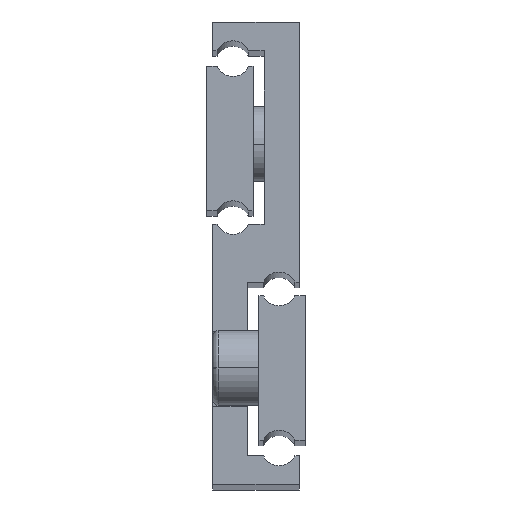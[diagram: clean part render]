
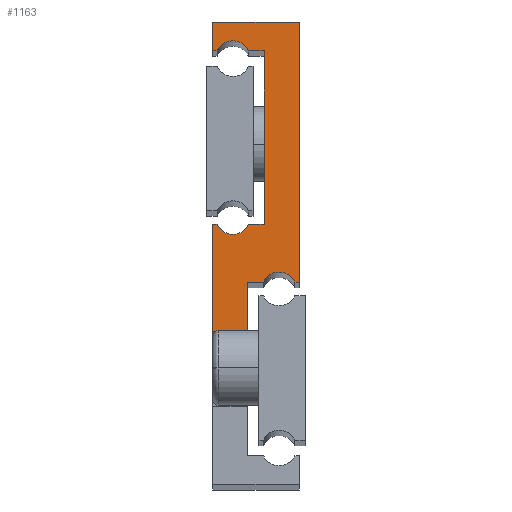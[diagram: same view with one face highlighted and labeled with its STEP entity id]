
A CAD part, top view. The second image highlights one B-rep face of the part: STEP entity #1163.
In plain terms, the highlighted planar face has unit normal (0, 0, 1).
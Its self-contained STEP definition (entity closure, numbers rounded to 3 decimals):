
#64 = ORIENTED_EDGE ( 'NONE', *, *, #1069, .T. ) ;
#74 = CARTESIAN_POINT ( 'NONE',  ( 8.9, 75., 275. ) ) ;
#87 = CARTESIAN_POINT ( 'NONE',  ( 3.5, 73.75, 275. ) ) ;
#101 = EDGE_CURVE ( 'NONE', #1058, #846, #1826, .T. ) ;
#139 = EDGE_LOOP ( 'NONE', ( #195, #708, #759, #252, #979, #1414, #310, #1914, #64, #2154, #381, #174, #683, #2106, #916, #779 ) ) ;
#146 = CIRCLE ( 'NONE', #1611, 3. ) ;
#166 = LINE ( 'NONE', #1119, #1226 ) ;
#174 = ORIENTED_EDGE ( 'NONE', *, *, #1599, .T. ) ;
#195 = ORIENTED_EDGE ( 'NONE', *, *, #1441, .T. ) ;
#209 = VERTEX_POINT ( 'NONE', #396 ) ;
#221 = VECTOR ( 'NONE', #1928, 1000. ) ;
#252 = ORIENTED_EDGE ( 'NONE', *, *, #2147, .T. ) ;
#253 = CARTESIAN_POINT ( 'NONE',  ( 15., 35., 275. ) ) ;
#255 = CARTESIAN_POINT ( 'NONE',  ( 6.227, 45., 275. ) ) ;
#281 = VERTEX_POINT ( 'NONE', #1071 ) ;
#310 = ORIENTED_EDGE ( 'NONE', *, *, #720, .T. ) ;
#347 = VERTEX_POINT ( 'NONE', #2125 ) ;
#359 = CARTESIAN_POINT ( 'NONE',  ( 3.5, 46.25, 275. ) ) ;
#368 = DIRECTION ( 'NONE',  ( 0., -1., 0. ) ) ;
#381 = ORIENTED_EDGE ( 'NONE', *, *, #888, .T. ) ;
#383 = EDGE_CURVE ( 'NONE', #1846, #1257, #407, .T. ) ;
#385 = CARTESIAN_POINT ( 'NONE',  ( 8.9, 75., 275. ) ) ;
#396 = CARTESIAN_POINT ( 'NONE',  ( 0., 26.5, 275. ) ) ;
#404 = VERTEX_POINT ( 'NONE', #253 ) ;
#405 = DIRECTION ( 'NONE',  ( 0., 1., 0. ) ) ;
#407 = LINE ( 'NONE', #1106, #1871 ) ;
#408 = EDGE_CURVE ( 'NONE', #1067, #347, #2158, .T. ) ;
#412 = DIRECTION ( 'NONE',  ( 0., 0., -1. ) ) ;
#427 = VECTOR ( 'NONE', #1191, 1000. ) ;
#430 = VERTEX_POINT ( 'NONE', #1632 ) ;
#444 = CARTESIAN_POINT ( 'NONE',  ( 6., 5., 275. ) ) ;
#456 = DIRECTION ( 'NONE',  ( -1., 0., 0. ) ) ;
#484 = DIRECTION ( 'NONE',  ( 0., 0., -1. ) ) ;
#521 = CARTESIAN_POINT ( 'NONE',  ( 15., 80., 275. ) ) ;
#533 = DIRECTION ( 'NONE',  ( 0., 0., -1. ) ) ;
#543 = VECTOR ( 'NONE', #724, 1000. ) ;
#544 = CARTESIAN_POINT ( 'NONE',  ( 6.227, 45., 275. ) ) ;
#558 = CARTESIAN_POINT ( 'NONE',  ( 8.773, 35., 275. ) ) ;
#560 = LINE ( 'NONE', #385, #427 ) ;
#561 = AXIS2_PLACEMENT_3D ( 'NONE', #359, #533, #1207 ) ;
#570 = CARTESIAN_POINT ( 'NONE',  ( 15., 80., 275. ) ) ;
#574 = CARTESIAN_POINT ( 'NONE',  ( 15., 80., 275. ) ) ;
#580 = VERTEX_POINT ( 'NONE', #1151 ) ;
#683 = ORIENTED_EDGE ( 'NONE', *, *, #705, .T. ) ;
#705 = EDGE_CURVE ( 'NONE', #1271, #430, #560, .T. ) ;
#708 = ORIENTED_EDGE ( 'NONE', *, *, #1153, .T. ) ;
#713 = CARTESIAN_POINT ( 'NONE',  ( 6., 26.5, 275. ) ) ;
#720 = EDGE_CURVE ( 'NONE', #404, #1706, #1983, .T. ) ;
#724 = DIRECTION ( 'NONE',  ( 1., 0., 0. ) ) ;
#731 = EDGE_CURVE ( 'NONE', #846, #404, #1639, .T. ) ;
#759 = ORIENTED_EDGE ( 'NONE', *, *, #408, .T. ) ;
#779 = ORIENTED_EDGE ( 'NONE', *, *, #383, .T. ) ;
#802 = DIRECTION ( 'NONE',  ( 0., 0., -1. ) ) ;
#846 = VERTEX_POINT ( 'NONE', #1802 ) ;
#873 = LINE ( 'NONE', #1880, #221 ) ;
#888 = EDGE_CURVE ( 'NONE', #962, #281, #146, .T. ) ;
#893 = VECTOR ( 'NONE', #405, 1000. ) ;
#916 = ORIENTED_EDGE ( 'NONE', *, *, #1643, .T. ) ;
#940 = DIRECTION ( 'NONE',  ( 0., 1., 0. ) ) ;
#942 = VECTOR ( 'NONE', #1954, 1000. ) ;
#962 = VERTEX_POINT ( 'NONE', #2003 ) ;
#979 = ORIENTED_EDGE ( 'NONE', *, *, #101, .T. ) ;
#985 = CARTESIAN_POINT ( 'NONE',  ( 0.773, 45., 275. ) ) ;
#1021 = LINE ( 'NONE', #1536, #1486 ) ;
#1053 = EDGE_CURVE ( 'NONE', #2051, #962, #1503, .T. ) ;
#1058 = VERTEX_POINT ( 'NONE', #558 ) ;
#1067 = VERTEX_POINT ( 'NONE', #713 ) ;
#1069 = EDGE_CURVE ( 'NONE', #580, #2051, #873, .T. ) ;
#1071 = CARTESIAN_POINT ( 'NONE',  ( 6.227, 75., 275. ) ) ;
#1078 = VECTOR ( 'NONE', #1915, 1000. ) ;
#1081 = VERTEX_POINT ( 'NONE', #544 ) ;
#1106 = CARTESIAN_POINT ( 'NONE',  ( 0., 45., 275. ) ) ;
#1107 = CARTESIAN_POINT ( 'NONE',  ( 0., 75., 275. ) ) ;
#1108 = LINE ( 'NONE', #255, #1724 ) ;
#1113 = EDGE_CURVE ( 'NONE', #1706, #580, #2217, .T. ) ;
#1119 = CARTESIAN_POINT ( 'NONE',  ( 8.773, 35., 275. ) ) ;
#1144 = AXIS2_PLACEMENT_3D ( 'NONE', #1500, #484, #2191 ) ;
#1151 = CARTESIAN_POINT ( 'NONE',  ( 0., 80., 275. ) ) ;
#1153 = EDGE_CURVE ( 'NONE', #209, #1067, #1021, .T. ) ;
#1163 = ADVANCED_FACE ( 'NONE', ( #1200 ), #2071, .F. ) ;
#1191 = DIRECTION ( 'NONE',  ( 0., -1., 0. ) ) ;
#1200 = FACE_OUTER_BOUND ( 'NONE', #139, .T. ) ;
#1205 = LINE ( 'NONE', #1367, #1696 ) ;
#1207 = DIRECTION ( 'NONE',  ( -1., 0., 0. ) ) ;
#1226 = VECTOR ( 'NONE', #1518, 1000. ) ;
#1257 = VERTEX_POINT ( 'NONE', #1810 ) ;
#1271 = VERTEX_POINT ( 'NONE', #74 ) ;
#1295 = VECTOR ( 'NONE', #940, 1000. ) ;
#1349 = DIRECTION ( 'NONE',  ( 1., 0., 0. ) ) ;
#1359 = CARTESIAN_POINT ( 'NONE',  ( 0., 75., 275. ) ) ;
#1367 = CARTESIAN_POINT ( 'NONE',  ( 0., 0., 275. ) ) ;
#1414 = ORIENTED_EDGE ( 'NONE', *, *, #731, .T. ) ;
#1441 = EDGE_CURVE ( 'NONE', #1257, #209, #1205, .T. ) ;
#1452 = DIRECTION ( 'NONE',  ( 1., 0., 0. ) ) ;
#1458 = CARTESIAN_POINT ( 'NONE',  ( 6.227, 75., 275. ) ) ;
#1486 = VECTOR ( 'NONE', #2058, 1000. ) ;
#1500 = CARTESIAN_POINT ( 'NONE',  ( 11.5, 33.75, 275. ) ) ;
#1503 = LINE ( 'NONE', #1359, #543 ) ;
#1518 = DIRECTION ( 'NONE',  ( 1., 0., 0. ) ) ;
#1536 = CARTESIAN_POINT ( 'NONE',  ( 0., 26.5, 275. ) ) ;
#1588 = DIRECTION ( 'NONE',  ( -1., 0., 0. ) ) ;
#1598 = CARTESIAN_POINT ( 'NONE',  ( 3.5, 46.25, 275. ) ) ;
#1599 = EDGE_CURVE ( 'NONE', #281, #1271, #1763, .T. ) ;
#1611 = AXIS2_PLACEMENT_3D ( 'NONE', #87, #802, #1349 ) ;
#1632 = CARTESIAN_POINT ( 'NONE',  ( 8.9, 45., 275. ) ) ;
#1639 = LINE ( 'NONE', #1781, #1795 ) ;
#1643 = EDGE_CURVE ( 'NONE', #1081, #1846, #1686, .T. ) ;
#1671 = EDGE_CURVE ( 'NONE', #430, #1081, #1108, .T. ) ;
#1686 = CIRCLE ( 'NONE', #1839, 3. ) ;
#1696 = VECTOR ( 'NONE', #368, 1000. ) ;
#1706 = VERTEX_POINT ( 'NONE', #574 ) ;
#1724 = VECTOR ( 'NONE', #1588, 1000. ) ;
#1763 = LINE ( 'NONE', #1458, #942 ) ;
#1781 = CARTESIAN_POINT ( 'NONE',  ( 15., 35., 275. ) ) ;
#1795 = VECTOR ( 'NONE', #1452, 1000. ) ;
#1797 = DIRECTION ( 'NONE',  ( -1., 0., 0. ) ) ;
#1802 = CARTESIAN_POINT ( 'NONE',  ( 14.227, 35., 275. ) ) ;
#1810 = CARTESIAN_POINT ( 'NONE',  ( 0., 45., 275. ) ) ;
#1826 = CIRCLE ( 'NONE', #1144, 3. ) ;
#1839 = AXIS2_PLACEMENT_3D ( 'NONE', #1598, #412, #1797 ) ;
#1846 = VERTEX_POINT ( 'NONE', #985 ) ;
#1871 = VECTOR ( 'NONE', #456, 1000. ) ;
#1880 = CARTESIAN_POINT ( 'NONE',  ( 0., 80., 275. ) ) ;
#1914 = ORIENTED_EDGE ( 'NONE', *, *, #1113, .T. ) ;
#1915 = DIRECTION ( 'NONE',  ( -1., 0., 0. ) ) ;
#1928 = DIRECTION ( 'NONE',  ( 0., -1., 0. ) ) ;
#1954 = DIRECTION ( 'NONE',  ( 1., 0., 0. ) ) ;
#1983 = LINE ( 'NONE', #570, #893 ) ;
#2003 = CARTESIAN_POINT ( 'NONE',  ( 0.773, 75., 275. ) ) ;
#2051 = VERTEX_POINT ( 'NONE', #1107 ) ;
#2058 = DIRECTION ( 'NONE',  ( 1., 0., 0. ) ) ;
#2071 = PLANE ( 'NONE',  #561 ) ;
#2106 = ORIENTED_EDGE ( 'NONE', *, *, #1671, .T. ) ;
#2125 = CARTESIAN_POINT ( 'NONE',  ( 6., 35., 275. ) ) ;
#2147 = EDGE_CURVE ( 'NONE', #347, #1058, #166, .T. ) ;
#2154 = ORIENTED_EDGE ( 'NONE', *, *, #1053, .T. ) ;
#2158 = LINE ( 'NONE', #444, #1295 ) ;
#2191 = DIRECTION ( 'NONE',  ( -1., 0., 0. ) ) ;
#2217 = LINE ( 'NONE', #521, #1078 ) ;
